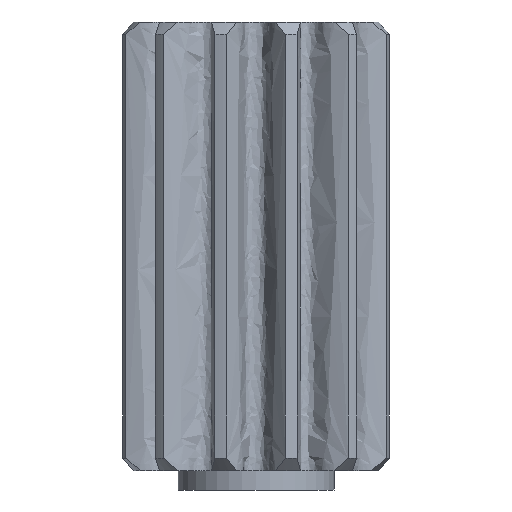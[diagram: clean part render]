
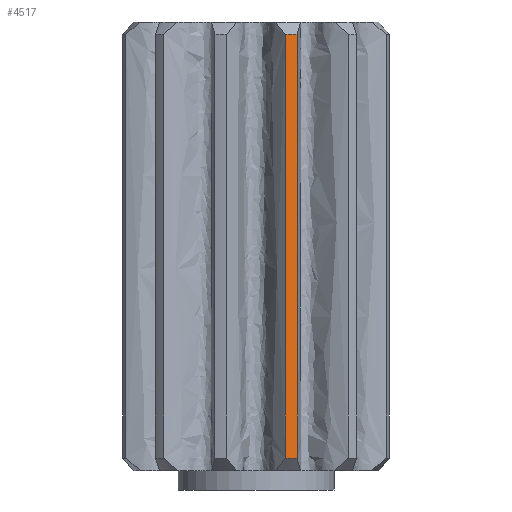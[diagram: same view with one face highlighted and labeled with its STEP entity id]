
A CAD part, front view. The second image highlights one B-rep face of the part: STEP entity #4517.
In plain terms, the highlighted cylindrical face has radius 5.556 mm (diameter 11.112 mm), a partial arc.
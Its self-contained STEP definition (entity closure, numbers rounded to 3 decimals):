
#28 = VECTOR ( 'NONE', #7426, 1000. ) ;
#202 = VECTOR ( 'NONE', #6557, 1000. ) ;
#318 = DIRECTION ( 'NONE',  ( 0., 0., -1. ) ) ;
#534 = DIRECTION ( 'NONE',  ( 1., 0., 0. ) ) ;
#614 = CARTESIAN_POINT ( 'NONE',  ( 1.199, -5.425, 8.622 ) ) ;
#668 = CIRCLE ( 'NONE', #3276, 5.556 ) ;
#1051 = VERTEX_POINT ( 'NONE', #2162 ) ;
#1139 = ORIENTED_EDGE ( 'NONE', *, *, #1923, .F. ) ;
#1165 = VERTEX_POINT ( 'NONE', #4629 ) ;
#1434 = EDGE_LOOP ( 'NONE', ( #1139, #5350, #2808, #7169 ) ) ;
#1462 = CARTESIAN_POINT ( 'NONE',  ( 0., 0., 8.622 ) ) ;
#1698 = CARTESIAN_POINT ( 'NONE',  ( 1.199, -5.425, 9.128 ) ) ;
#1827 = AXIS2_PLACEMENT_3D ( 'NONE', #2168, #6735, #534 ) ;
#1923 = EDGE_CURVE ( 'NONE', #4083, #1051, #2581, .T. ) ;
#2162 = CARTESIAN_POINT ( 'NONE',  ( 1.199, -5.425, -8.622 ) ) ;
#2168 = CARTESIAN_POINT ( 'NONE',  ( 0., 0., 0. ) ) ;
#2560 = DIRECTION ( 'NONE',  ( -1., 0., 0. ) ) ;
#2581 = CIRCLE ( 'NONE', #5368, 5.556 ) ;
#2808 = ORIENTED_EDGE ( 'NONE', *, *, #5452, .F. ) ;
#3188 = DIRECTION ( 'NONE',  ( 1., 0., 0. ) ) ;
#3276 = AXIS2_PLACEMENT_3D ( 'NONE', #1462, #3694, #2560 ) ;
#3467 = EDGE_CURVE ( 'NONE', #1051, #5056, #6317, .T. ) ;
#3694 = DIRECTION ( 'NONE',  ( 0., 0., 1. ) ) ;
#4083 = VERTEX_POINT ( 'NONE', #7123 ) ;
#4517 = ADVANCED_FACE ( 'NONE', ( #7293 ), #5664, .T. ) ;
#4629 = CARTESIAN_POINT ( 'NONE',  ( 1.675, -5.298, 8.622 ) ) ;
#5056 = VERTEX_POINT ( 'NONE', #614 ) ;
#5350 = ORIENTED_EDGE ( 'NONE', *, *, #7355, .F. ) ;
#5368 = AXIS2_PLACEMENT_3D ( 'NONE', #6764, #318, #3188 ) ;
#5452 = EDGE_CURVE ( 'NONE', #5056, #1165, #668, .T. ) ;
#5664 = CYLINDRICAL_SURFACE ( 'NONE', #1827, 5.556 ) ;
#6114 = LINE ( 'NONE', #7201, #202 ) ;
#6317 = LINE ( 'NONE', #1698, #28 ) ;
#6557 = DIRECTION ( 'NONE',  ( 0., 0., -1. ) ) ;
#6735 = DIRECTION ( 'NONE',  ( 0., 0., 1. ) ) ;
#6764 = CARTESIAN_POINT ( 'NONE',  ( 0., 0., -8.622 ) ) ;
#7123 = CARTESIAN_POINT ( 'NONE',  ( 1.675, -5.298, -8.622 ) ) ;
#7169 = ORIENTED_EDGE ( 'NONE', *, *, #3467, .F. ) ;
#7201 = CARTESIAN_POINT ( 'NONE',  ( 1.675, -5.298, 9.128 ) ) ;
#7293 = FACE_OUTER_BOUND ( 'NONE', #1434, .T. ) ;
#7355 = EDGE_CURVE ( 'NONE', #1165, #4083, #6114, .T. ) ;
#7426 = DIRECTION ( 'NONE',  ( 0., 0., 1. ) ) ;
